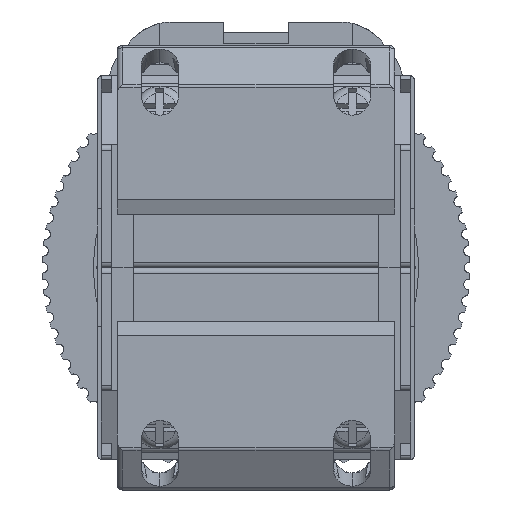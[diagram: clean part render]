
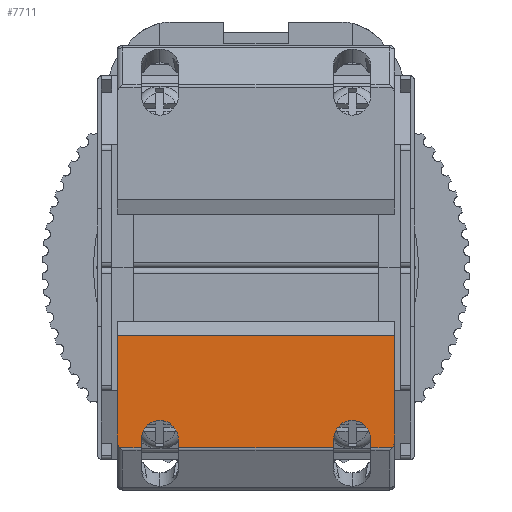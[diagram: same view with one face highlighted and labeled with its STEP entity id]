
A CAD part, front view. The second image highlights one B-rep face of the part: STEP entity #7711.
In plain terms, the highlighted planar face has unit normal (0, -1, 0).
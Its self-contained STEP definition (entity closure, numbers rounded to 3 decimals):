
#473 = DIRECTION ( 'NONE',  ( -1., 0., 0. ) ) ;
#648 = EDGE_CURVE ( 'NONE', #3956, #21098, #10713, .T. ) ;
#679 = AXIS2_PLACEMENT_3D ( 'NONE', #22838, #24914, #12724 ) ;
#923 = CARTESIAN_POINT ( 'NONE',  ( -13., -41.5, -16.382 ) ) ;
#1270 = DIRECTION ( 'NONE',  ( 0., 0., 1. ) ) ;
#1484 = EDGE_CURVE ( 'NONE', #14076, #15952, #10664, .T. ) ;
#1686 = VECTOR ( 'NONE', #1270, 1000. ) ;
#2046 = VECTOR ( 'NONE', #8137, 1000. ) ;
#2240 = ORIENTED_EDGE ( 'NONE', *, *, #20783, .F. ) ;
#2351 = VERTEX_POINT ( 'NONE', #20416 ) ;
#2572 = CARTESIAN_POINT ( 'NONE',  ( 13., -41.5, -16.039 ) ) ;
#2670 = LINE ( 'NONE', #10117, #2046 ) ;
#2912 = ORIENTED_EDGE ( 'NONE', *, *, #18770, .F. ) ;
#2957 = CARTESIAN_POINT ( 'NONE',  ( 7.25, -41.5, -16.86 ) ) ;
#2991 = CARTESIAN_POINT ( 'NONE',  ( -12.913, -41.5, -16.681 ) ) ;
#3200 = ORIENTED_EDGE ( 'NONE', *, *, #648, .F. ) ;
#3342 = ORIENTED_EDGE ( 'NONE', *, *, #10814, .T. ) ;
#3458 = CARTESIAN_POINT ( 'NONE',  ( 10.75, -41.5, -12.377 ) ) ;
#3478 = EDGE_CURVE ( 'NONE', #25772, #10419, #3871, .T. ) ;
#3746 = CARTESIAN_POINT ( 'NONE',  ( -10.75, -41.5, -12.377 ) ) ;
#3871 =( BOUNDED_CURVE ( )  B_SPLINE_CURVE ( 3, ( #17234, #2991, #923, #21324 ),
 .UNSPECIFIED., .F., .F. ) 
 B_SPLINE_CURVE_WITH_KNOTS ( ( 4, 4 ),
 ( 3.689, 4.712 ),
 .UNSPECIFIED. ) 
 CURVE ( )  GEOMETRIC_REPRESENTATION_ITEM ( )  RATIONAL_B_SPLINE_CURVE ( ( 1., 0.915, 0.915, 1. ) ) 
 REPRESENTATION_ITEM ( '' )  );
#3956 = VERTEX_POINT ( 'NONE', #2957 ) ;
#4154 = VECTOR ( 'NONE', #11712, 1000. ) ;
#4555 = VECTOR ( 'NONE', #25560, 1000. ) ;
#5026 = CARTESIAN_POINT ( 'NONE',  ( 7.25, -41.5, -6.374 ) ) ;
#5156 = CARTESIAN_POINT ( 'NONE',  ( 13., -41.5, -16.86 ) ) ;
#5192 = CARTESIAN_POINT ( 'NONE',  ( -13., -41.5, -6.374 ) ) ;
#5515 = DIRECTION ( 'NONE',  ( -1., 0., 0. ) ) ;
#5557 = VECTOR ( 'NONE', #14831, 1000. ) ;
#5775 = CARTESIAN_POINT ( 'NONE',  ( -10.75, -41.5, -16.185 ) ) ;
#5928 = CARTESIAN_POINT ( 'NONE',  ( -7.25, -41.5, -16.86 ) ) ;
#5994 = VERTEX_POINT ( 'NONE', #22290 ) ;
#6447 = VERTEX_POINT ( 'NONE', #10360 ) ;
#6807 = EDGE_CURVE ( 'NONE', #18062, #14076, #7094, .T. ) ;
#7078 = DIRECTION ( 'NONE',  ( 0., 0., 1. ) ) ;
#7094 = LINE ( 'NONE', #11448, #1686 ) ;
#7307 = CARTESIAN_POINT ( 'NONE',  ( 13., -41.5, -16.039 ) ) ;
#7711 = ADVANCED_FACE ( 'NONE', ( #20137 ), #8626, .F. ) ;
#7751 = CARTESIAN_POINT ( 'NONE',  ( -7.25, -41.5, -12.377 ) ) ;
#8093 =( BOUNDED_CURVE ( )  B_SPLINE_CURVE ( 3, ( #5775, #3746, #7751, #20047 ),
 .UNSPECIFIED., .F., .F. ) 
 B_SPLINE_CURVE_WITH_KNOTS ( ( 4, 4 ),
 ( 4.712, 7.854 ),
 .UNSPECIFIED. ) 
 CURVE ( )  GEOMETRIC_REPRESENTATION_ITEM ( )  RATIONAL_B_SPLINE_CURVE ( ( 1., 0.333, 0.333, 1. ) ) 
 REPRESENTATION_ITEM ( '' )  );
#8137 = DIRECTION ( 'NONE',  ( 0., 0., -1. ) ) ;
#8569 =( BOUNDED_CURVE ( )  B_SPLINE_CURVE ( 3, ( #2572, #12838, #21006, #8829 ),
 .UNSPECIFIED., .F., .F. ) 
 B_SPLINE_CURVE_WITH_KNOTS ( ( 4, 4 ),
 ( 4.712, 5.736 ),
 .UNSPECIFIED. ) 
 CURVE ( )  GEOMETRIC_REPRESENTATION_ITEM ( )  RATIONAL_B_SPLINE_CURVE ( ( 1., 0.915, 0.915, 1. ) ) 
 REPRESENTATION_ITEM ( '' )  );
#8626 = PLANE ( 'NONE',  #679 ) ;
#8829 = CARTESIAN_POINT ( 'NONE',  ( 12.76, -41.5, -16.86 ) ) ;
#9639 = ORIENTED_EDGE ( 'NONE', *, *, #3478, .F. ) ;
#9714 = EDGE_CURVE ( 'NONE', #6447, #2351, #15645, .T. ) ;
#10029 = LINE ( 'NONE', #5156, #4555 ) ;
#10105 = ORIENTED_EDGE ( 'NONE', *, *, #25706, .T. ) ;
#10117 = CARTESIAN_POINT ( 'NONE',  ( -7.25, -41.5, -6.374 ) ) ;
#10249 = VECTOR ( 'NONE', #21483, 1000. ) ;
#10360 = CARTESIAN_POINT ( 'NONE',  ( 12.76, -41.5, -16.86 ) ) ;
#10394 = EDGE_CURVE ( 'NONE', #18112, #19125, #8093, .T. ) ;
#10419 = VERTEX_POINT ( 'NONE', #18335 ) ;
#10562 = VERTEX_POINT ( 'NONE', #10683 ) ;
#10664 = LINE ( 'NONE', #16755, #26249 ) ;
#10677 = CARTESIAN_POINT ( 'NONE',  ( -10.75, -41.5, -6.374 ) ) ;
#10683 = CARTESIAN_POINT ( 'NONE',  ( 7.25, -41.5, -16.185 ) ) ;
#10713 = LINE ( 'NONE', #17707, #21519 ) ;
#10744 = CARTESIAN_POINT ( 'NONE',  ( 10.75, -41.5, -6.374 ) ) ;
#10814 = EDGE_CURVE ( 'NONE', #10562, #5994, #17548, .T. ) ;
#11080 = CARTESIAN_POINT ( 'NONE',  ( -7.25, -41.5, -16.185 ) ) ;
#11448 = CARTESIAN_POINT ( 'NONE',  ( 13., -41.5, -6.374 ) ) ;
#11712 = DIRECTION ( 'NONE',  ( -1., 0., 0. ) ) ;
#12724 = DIRECTION ( 'NONE',  ( 0., 0., -1. ) ) ;
#12726 = DIRECTION ( 'NONE',  ( 0., 0., 1. ) ) ;
#12838 = CARTESIAN_POINT ( 'NONE',  ( 13., -41.5, -16.382 ) ) ;
#12948 = VECTOR ( 'NONE', #7078, 1000. ) ;
#13609 = LINE ( 'NONE', #5026, #12948 ) ;
#14076 = VERTEX_POINT ( 'NONE', #15166 ) ;
#14236 = ORIENTED_EDGE ( 'NONE', *, *, #14585, .F. ) ;
#14284 = EDGE_CURVE ( 'NONE', #19125, #21098, #2670, .T. ) ;
#14585 = EDGE_CURVE ( 'NONE', #21365, #25772, #10029, .T. ) ;
#14831 = DIRECTION ( 'NONE',  ( 0., 0., -1. ) ) ;
#15166 = CARTESIAN_POINT ( 'NONE',  ( 13., -41.5, -6.374 ) ) ;
#15645 = LINE ( 'NONE', #25946, #4154 ) ;
#15650 = LINE ( 'NONE', #5192, #10249 ) ;
#15952 = VERTEX_POINT ( 'NONE', #24350 ) ;
#16755 = CARTESIAN_POINT ( 'NONE',  ( 13., -41.5, -6.374 ) ) ;
#17057 = CARTESIAN_POINT ( 'NONE',  ( -12.76, -41.5, -16.86 ) ) ;
#17234 = CARTESIAN_POINT ( 'NONE',  ( -12.76, -41.5, -16.86 ) ) ;
#17548 =( BOUNDED_CURVE ( )  B_SPLINE_CURVE ( 3, ( #17596, #21695, #3458, #17677 ),
 .UNSPECIFIED., .F., .F. ) 
 B_SPLINE_CURVE_WITH_KNOTS ( ( 4, 4 ),
 ( 4.712, 7.854 ),
 .UNSPECIFIED. ) 
 CURVE ( )  GEOMETRIC_REPRESENTATION_ITEM ( )  RATIONAL_B_SPLINE_CURVE ( ( 1., 0.333, 0.333, 1. ) ) 
 REPRESENTATION_ITEM ( '' )  );
#17596 = CARTESIAN_POINT ( 'NONE',  ( 7.25, -41.5, -16.185 ) ) ;
#17677 = CARTESIAN_POINT ( 'NONE',  ( 10.75, -41.5, -16.185 ) ) ;
#17707 = CARTESIAN_POINT ( 'NONE',  ( 13., -41.5, -16.86 ) ) ;
#18062 = VERTEX_POINT ( 'NONE', #7307 ) ;
#18112 = VERTEX_POINT ( 'NONE', #23791 ) ;
#18121 = EDGE_LOOP ( 'NONE', ( #22615, #3342, #20452, #18226, #2240, #20083, #25516, #2912, #9639, #14236, #10105, #19916, #25750, #3200 ) ) ;
#18226 = ORIENTED_EDGE ( 'NONE', *, *, #9714, .F. ) ;
#18335 = CARTESIAN_POINT ( 'NONE',  ( -13., -41.5, -16.039 ) ) ;
#18717 = VECTOR ( 'NONE', #12726, 1000. ) ;
#18770 = EDGE_CURVE ( 'NONE', #10419, #15952, #15650, .T. ) ;
#19125 = VERTEX_POINT ( 'NONE', #11080 ) ;
#19916 = ORIENTED_EDGE ( 'NONE', *, *, #10394, .T. ) ;
#20047 = CARTESIAN_POINT ( 'NONE',  ( -7.25, -41.5, -16.185 ) ) ;
#20083 = ORIENTED_EDGE ( 'NONE', *, *, #6807, .T. ) ;
#20137 = FACE_OUTER_BOUND ( 'NONE', #18121, .T. ) ;
#20416 = CARTESIAN_POINT ( 'NONE',  ( 10.75, -41.5, -16.86 ) ) ;
#20452 = ORIENTED_EDGE ( 'NONE', *, *, #25011, .T. ) ;
#20783 = EDGE_CURVE ( 'NONE', #18062, #6447, #8569, .T. ) ;
#21006 = CARTESIAN_POINT ( 'NONE',  ( 12.913, -41.5, -16.681 ) ) ;
#21098 = VERTEX_POINT ( 'NONE', #5928 ) ;
#21324 = CARTESIAN_POINT ( 'NONE',  ( -13., -41.5, -16.039 ) ) ;
#21365 = VERTEX_POINT ( 'NONE', #26015 ) ;
#21483 = DIRECTION ( 'NONE',  ( 0., 0., 1. ) ) ;
#21519 = VECTOR ( 'NONE', #5515, 1000. ) ;
#21695 = CARTESIAN_POINT ( 'NONE',  ( 7.25, -41.5, -12.377 ) ) ;
#21806 = LINE ( 'NONE', #10744, #5557 ) ;
#22290 = CARTESIAN_POINT ( 'NONE',  ( 10.75, -41.5, -16.185 ) ) ;
#22615 = ORIENTED_EDGE ( 'NONE', *, *, #23405, .T. ) ;
#22838 = CARTESIAN_POINT ( 'NONE',  ( 13., -41.5, -6.374 ) ) ;
#23405 = EDGE_CURVE ( 'NONE', #3956, #10562, #13609, .T. ) ;
#23791 = CARTESIAN_POINT ( 'NONE',  ( -10.75, -41.5, -16.185 ) ) ;
#24350 = CARTESIAN_POINT ( 'NONE',  ( -13., -41.5, -6.374 ) ) ;
#24914 = DIRECTION ( 'NONE',  ( 0., 1., 0. ) ) ;
#25011 = EDGE_CURVE ( 'NONE', #5994, #2351, #21806, .T. ) ;
#25516 = ORIENTED_EDGE ( 'NONE', *, *, #1484, .T. ) ;
#25560 = DIRECTION ( 'NONE',  ( -1., 0., 0. ) ) ;
#25706 = EDGE_CURVE ( 'NONE', #21365, #18112, #26076, .T. ) ;
#25750 = ORIENTED_EDGE ( 'NONE', *, *, #14284, .T. ) ;
#25772 = VERTEX_POINT ( 'NONE', #17057 ) ;
#25946 = CARTESIAN_POINT ( 'NONE',  ( 13., -41.5, -16.86 ) ) ;
#26015 = CARTESIAN_POINT ( 'NONE',  ( -10.75, -41.5, -16.86 ) ) ;
#26076 = LINE ( 'NONE', #10677, #18717 ) ;
#26249 = VECTOR ( 'NONE', #473, 1000. ) ;
